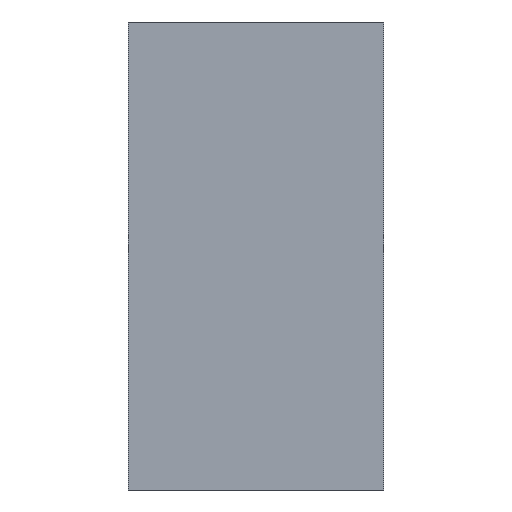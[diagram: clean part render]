
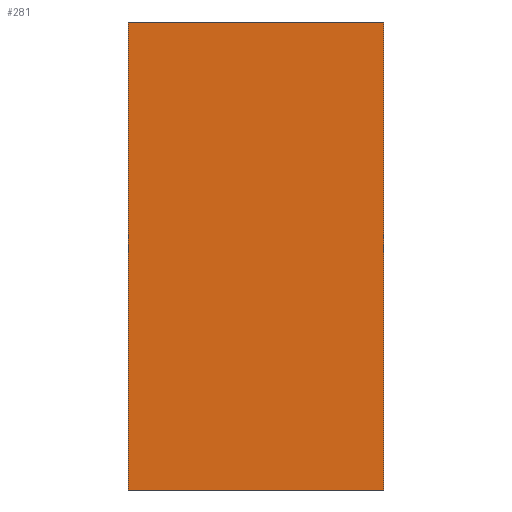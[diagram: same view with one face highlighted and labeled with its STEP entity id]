
A CAD part, front view. The second image highlights one B-rep face of the part: STEP entity #281.
In plain terms, the highlighted planar face has unit normal (0, -1, 0).
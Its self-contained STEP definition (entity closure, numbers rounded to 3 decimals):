
#2 = CARTESIAN_POINT ( 'NONE',  ( -23.75, -92.75, 0. ) ) ;
#22 = ORIENTED_EDGE ( 'NONE', *, *, #70, .F. ) ;
#25 = VECTOR ( 'NONE', #136, 1000. ) ;
#26 = ORIENTED_EDGE ( 'NONE', *, *, #266, .T. ) ;
#51 = FACE_OUTER_BOUND ( 'NONE', #89, .T. ) ;
#58 = VECTOR ( 'NONE', #256, 1000. ) ;
#60 = DIRECTION ( 'NONE',  ( 0., 0., 1. ) ) ;
#68 = LINE ( 'NONE', #2, #230 ) ;
#70 = EDGE_CURVE ( 'NONE', #161, #336, #306, .T. ) ;
#84 = LINE ( 'NONE', #316, #25 ) ;
#87 = DIRECTION ( 'NONE',  ( 0., 1., 0. ) ) ;
#89 = EDGE_LOOP ( 'NONE', ( #26, #206, #22, #110 ) ) ;
#100 = CARTESIAN_POINT ( 'NONE',  ( 23.75, -92.75, 0. ) ) ;
#105 = CARTESIAN_POINT ( 'NONE',  ( -23.75, -92.75, 0. ) ) ;
#110 = ORIENTED_EDGE ( 'NONE', *, *, #259, .T. ) ;
#128 = VERTEX_POINT ( 'NONE', #100 ) ;
#136 = DIRECTION ( 'NONE',  ( 0., 0., -1. ) ) ;
#143 = LINE ( 'NONE', #347, #58 ) ;
#161 = VERTEX_POINT ( 'NONE', #340 ) ;
#198 = EDGE_CURVE ( 'NONE', #336, #128, #84, .T. ) ;
#201 = AXIS2_PLACEMENT_3D ( 'NONE', #302, #87, #60 ) ;
#204 = VERTEX_POINT ( 'NONE', #105 ) ;
#206 = ORIENTED_EDGE ( 'NONE', *, *, #198, .F. ) ;
#221 = CARTESIAN_POINT ( 'NONE',  ( 23.75, -92.75, 87. ) ) ;
#229 = DIRECTION ( 'NONE',  ( 1., 0., 0. ) ) ;
#230 = VECTOR ( 'NONE', #229, 1000. ) ;
#256 = DIRECTION ( 'NONE',  ( 0., 0., -1. ) ) ;
#259 = EDGE_CURVE ( 'NONE', #161, #204, #143, .T. ) ;
#266 = EDGE_CURVE ( 'NONE', #204, #128, #68, .T. ) ;
#281 = ADVANCED_FACE ( 'NONE', ( #51 ), #330, .F. ) ;
#302 = CARTESIAN_POINT ( 'NONE',  ( -23.75, -92.75, 87. ) ) ;
#306 = LINE ( 'NONE', #309, #373 ) ;
#309 = CARTESIAN_POINT ( 'NONE',  ( -23.75, -92.75, 87. ) ) ;
#316 = CARTESIAN_POINT ( 'NONE',  ( 23.75, -92.75, 87. ) ) ;
#330 = PLANE ( 'NONE',  #201 ) ;
#336 = VERTEX_POINT ( 'NONE', #221 ) ;
#337 = DIRECTION ( 'NONE',  ( 1., 0., 0. ) ) ;
#340 = CARTESIAN_POINT ( 'NONE',  ( -23.75, -92.75, 87. ) ) ;
#347 = CARTESIAN_POINT ( 'NONE',  ( -23.75, -92.75, 87. ) ) ;
#373 = VECTOR ( 'NONE', #337, 1000. ) ;
